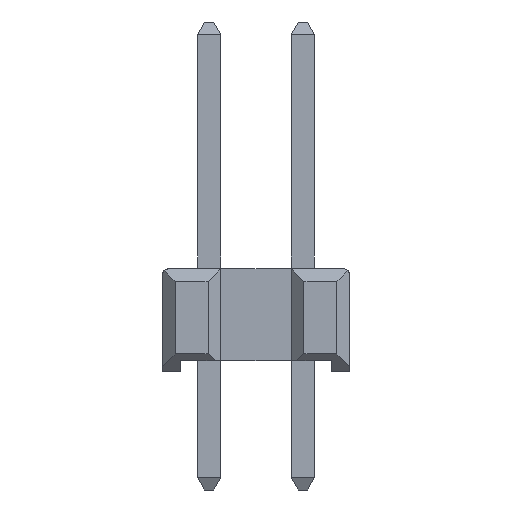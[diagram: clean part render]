
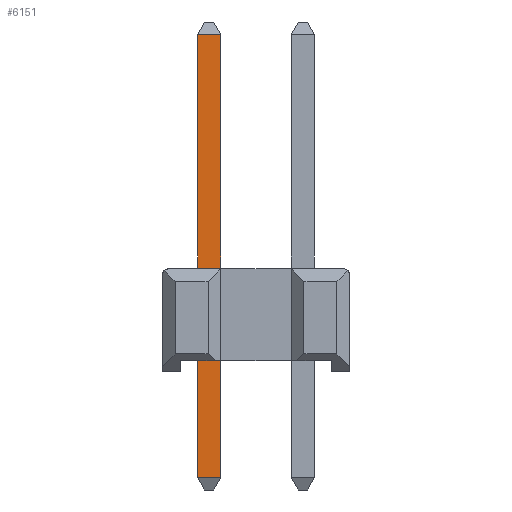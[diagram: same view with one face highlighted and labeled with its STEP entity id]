
A CAD part, front view. The second image highlights one B-rep face of the part: STEP entity #6151.
In plain terms, the highlighted planar face has unit normal (0, -1, 0).
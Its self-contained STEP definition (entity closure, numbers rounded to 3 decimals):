
#6055 = B_SPLINE_SURFACE_WITH_KNOTS('',1,1,(
    (#6056,#6057)
    ,(#6058,#6059
    )),.UNSPECIFIED.,.F.,.F.,.F.,(2,2),(2,2),(-9.358,
    0.093),(-0.64,0.01),
  .PIECEWISE_BEZIER_KNOTS.);
#6056 = CARTESIAN_POINT('',(-0.315,-19.995,9.326));
#6057 = CARTESIAN_POINT('',(-0.315,-20.645,9.326));
#6058 = CARTESIAN_POINT('',(-0.315,-19.995,-2.981));
#6059 = CARTESIAN_POINT('',(-0.315,-20.645,-2.981));
#6078 = VERTEX_POINT('',#6079);
#6079 = CARTESIAN_POINT('',(-0.315,-20.635,-2.86));
#6102 = EDGE_CURVE('',#6078,#6103,#6105,.T.);
#6103 = VERTEX_POINT('',#6104);
#6104 = CARTESIAN_POINT('',(-0.315,-20.635,9.156));
#6105 = SURFACE_CURVE('',#6106,(#6109,#6115),.PCURVE_S1.);
#6106 = B_SPLINE_CURVE_WITH_KNOTS('',1,(#6107,#6108),.UNSPECIFIED.,.F.,
  .F.,(2,2),(-9.266,-0.038),
  .PIECEWISE_BEZIER_KNOTS.);
#6107 = CARTESIAN_POINT('',(-0.315,-20.635,-2.86));
#6108 = CARTESIAN_POINT('',(-0.315,-20.635,9.156));
#6109 = PCURVE('',#6055,#6110);
#6110 = DEFINITIONAL_REPRESENTATION('',(#6111),#6114);
#6111 = B_SPLINE_CURVE_WITH_KNOTS('',1,(#6112,#6113),.UNSPECIFIED.,.F.,
  .F.,(2,2),(-9.266,-0.038),
  .PIECEWISE_BEZIER_KNOTS.);
#6112 = CARTESIAN_POINT('',(0.,0.));
#6113 = CARTESIAN_POINT('',(-9.227,0.));
#6114 = ( GEOMETRIC_REPRESENTATION_CONTEXT(2) 
PARAMETRIC_REPRESENTATION_CONTEXT() REPRESENTATION_CONTEXT('2D SPACE',''
  ) );
#6115 = PCURVE('',#6116,#6121);
#6116 = PLANE('',#6117);
#6117 = AXIS2_PLACEMENT_3D('',#6118,#6119,#6120);
#6118 = CARTESIAN_POINT('',(-0.325,-20.635,-2.981));
#6119 = DIRECTION('',(0.,-1.,
    0.));
#6120 = DIRECTION('',(0.,0.,
    1.));
#6121 = DEFINITIONAL_REPRESENTATION('',(#6122),#6125);
#6122 = B_SPLINE_CURVE_WITH_KNOTS('',1,(#6123,#6124),.UNSPECIFIED.,.F.,
  .F.,(2,2),(-9.266,-0.038),
  .PIECEWISE_BEZIER_KNOTS.);
#6123 = CARTESIAN_POINT('',(0.121,-0.01));
#6124 = CARTESIAN_POINT('',(12.136,-0.01));
#6125 = ( GEOMETRIC_REPRESENTATION_CONTEXT(2) 
PARAMETRIC_REPRESENTATION_CONTEXT() REPRESENTATION_CONTEXT('2D SPACE',''
  ) );
#6151 = ADVANCED_FACE('',(#6152),#6116,.T.);
#6152 = FACE_BOUND('',#6153,.T.);
#6153 = EDGE_LOOP('',(#6154,#6155,#6180,#6205));
#6154 = ORIENTED_EDGE('',*,*,#6102,.F.);
#6155 = ORIENTED_EDGE('',*,*,#6156,.T.);
#6156 = EDGE_CURVE('',#6078,#6157,#6159,.T.);
#6157 = VERTEX_POINT('',#6158);
#6158 = CARTESIAN_POINT('',(0.315,-20.635,-2.86));
#6159 = SURFACE_CURVE('',#6160,(#6163,#6169),.PCURVE_S1.);
#6160 = B_SPLINE_CURVE_WITH_KNOTS('',1,(#6161,#6162),.UNSPECIFIED.,.F.,
  .F.,(2,2),(9.266,9.896),.PIECEWISE_BEZIER_KNOTS.);
#6161 = CARTESIAN_POINT('',(-0.315,-20.635,-2.86));
#6162 = CARTESIAN_POINT('',(0.315,-20.635,-2.86));
#6163 = PCURVE('',#6116,#6164);
#6164 = DEFINITIONAL_REPRESENTATION('',(#6165),#6168);
#6165 = B_SPLINE_CURVE_WITH_KNOTS('',1,(#6166,#6167),.UNSPECIFIED.,.F.,
  .F.,(2,2),(9.266,9.896),.PIECEWISE_BEZIER_KNOTS.);
#6166 = CARTESIAN_POINT('',(0.121,-0.01));
#6167 = CARTESIAN_POINT('',(0.121,-0.64));
#6168 = ( GEOMETRIC_REPRESENTATION_CONTEXT(2) 
PARAMETRIC_REPRESENTATION_CONTEXT() REPRESENTATION_CONTEXT('2D SPACE',''
  ) );
#6169 = PCURVE('',#6170,#6175);
#6170 = PLANE('',#6171);
#6171 = AXIS2_PLACEMENT_3D('',#6172,#6173,#6174);
#6172 = CARTESIAN_POINT('',(-0.325,-20.44,-3.209));
#6173 = DIRECTION('',(0.,-0.873,-0.488
    ));
#6174 = DIRECTION('',(0.,-0.488,0.873
    ));
#6175 = DEFINITIONAL_REPRESENTATION('',(#6176),#6179);
#6176 = B_SPLINE_CURVE_WITH_KNOTS('',1,(#6177,#6178),.UNSPECIFIED.,.F.,
  .F.,(2,2),(9.266,9.896),.PIECEWISE_BEZIER_KNOTS.);
#6177 = CARTESIAN_POINT('',(0.4,-0.01));
#6178 = CARTESIAN_POINT('',(0.4,-0.64));
#6179 = ( GEOMETRIC_REPRESENTATION_CONTEXT(2) 
PARAMETRIC_REPRESENTATION_CONTEXT() REPRESENTATION_CONTEXT('2D SPACE',''
  ) );
#6180 = ORIENTED_EDGE('',*,*,#6181,.T.);
#6181 = EDGE_CURVE('',#6157,#6182,#6184,.T.);
#6182 = VERTEX_POINT('',#6183);
#6183 = CARTESIAN_POINT('',(0.315,-20.635,9.156));
#6184 = SURFACE_CURVE('',#6185,(#6188,#6194),.PCURVE_S1.);
#6185 = B_SPLINE_CURVE_WITH_KNOTS('',1,(#6186,#6187),.UNSPECIFIED.,.F.,
  .F.,(2,2),(9.896,19.123),.PIECEWISE_BEZIER_KNOTS.);
#6186 = CARTESIAN_POINT('',(0.315,-20.635,-2.86));
#6187 = CARTESIAN_POINT('',(0.315,-20.635,9.156));
#6188 = PCURVE('',#6116,#6189);
#6189 = DEFINITIONAL_REPRESENTATION('',(#6190),#6193);
#6190 = B_SPLINE_CURVE_WITH_KNOTS('',1,(#6191,#6192),.UNSPECIFIED.,.F.,
  .F.,(2,2),(9.896,19.123),.PIECEWISE_BEZIER_KNOTS.);
#6191 = CARTESIAN_POINT('',(0.121,-0.64));
#6192 = CARTESIAN_POINT('',(12.136,-0.64));
#6193 = ( GEOMETRIC_REPRESENTATION_CONTEXT(2) 
PARAMETRIC_REPRESENTATION_CONTEXT() REPRESENTATION_CONTEXT('2D SPACE',''
  ) );
#6194 = PCURVE('',#6195,#6200);
#6195 = B_SPLINE_SURFACE_WITH_KNOTS('',1,1,(
    (#6196,#6197)
    ,(#6198,#6199
    )),.UNSPECIFIED.,.F.,.F.,.F.,(2,2),(2,2),(-0.64,0.01),(
    -9.358,0.093),.PIECEWISE_BEZIER_KNOTS.);
#6196 = CARTESIAN_POINT('',(0.315,-19.995,9.326));
#6197 = CARTESIAN_POINT('',(0.315,-19.995,-2.981));
#6198 = CARTESIAN_POINT('',(0.315,-20.645,9.326));
#6199 = CARTESIAN_POINT('',(0.315,-20.645,-2.981));
#6200 = DEFINITIONAL_REPRESENTATION('',(#6201),#6204);
#6201 = B_SPLINE_CURVE_WITH_KNOTS('',1,(#6202,#6203),.UNSPECIFIED.,.F.,
  .F.,(2,2),(9.896,19.123),.PIECEWISE_BEZIER_KNOTS.);
#6202 = CARTESIAN_POINT('',(0.,0.));
#6203 = CARTESIAN_POINT('',(0.,-9.227));
#6204 = ( GEOMETRIC_REPRESENTATION_CONTEXT(2) 
PARAMETRIC_REPRESENTATION_CONTEXT() REPRESENTATION_CONTEXT('2D SPACE',''
  ) );
#6205 = ORIENTED_EDGE('',*,*,#6206,.T.);
#6206 = EDGE_CURVE('',#6182,#6103,#6207,.T.);
#6207 = SURFACE_CURVE('',#6208,(#6211,#6217),.PCURVE_S1.);
#6208 = B_SPLINE_CURVE_WITH_KNOTS('',1,(#6209,#6210),.UNSPECIFIED.,.F.,
  .F.,(2,2),(19.161,19.791),.PIECEWISE_BEZIER_KNOTS.);
#6209 = CARTESIAN_POINT('',(0.315,-20.635,9.156));
#6210 = CARTESIAN_POINT('',(-0.315,-20.635,9.156));
#6211 = PCURVE('',#6116,#6212);
#6212 = DEFINITIONAL_REPRESENTATION('',(#6213),#6216);
#6213 = B_SPLINE_CURVE_WITH_KNOTS('',1,(#6214,#6215),.UNSPECIFIED.,.F.,
  .F.,(2,2),(19.161,19.791),.PIECEWISE_BEZIER_KNOTS.);
#6214 = CARTESIAN_POINT('',(12.136,-0.64));
#6215 = CARTESIAN_POINT('',(12.136,-0.01));
#6216 = ( GEOMETRIC_REPRESENTATION_CONTEXT(2) 
PARAMETRIC_REPRESENTATION_CONTEXT() REPRESENTATION_CONTEXT('2D SPACE',''
  ) );
#6217 = PCURVE('',#6218,#6223);
#6218 = PLANE('',#6219);
#6219 = AXIS2_PLACEMENT_3D('',#6220,#6221,#6222);
#6220 = CARTESIAN_POINT('',(-0.325,-20.44,9.504));
#6221 = DIRECTION('',(0.,-0.873,0.487
    ));
#6222 = DIRECTION('',(0.,0.487,0.873
    ));
#6223 = DEFINITIONAL_REPRESENTATION('',(#6224),#6227);
#6224 = B_SPLINE_CURVE_WITH_KNOTS('',1,(#6225,#6226),.UNSPECIFIED.,.F.,
  .F.,(2,2),(19.161,19.791),.PIECEWISE_BEZIER_KNOTS.);
#6225 = CARTESIAN_POINT('',(-0.399,-0.64));
#6226 = CARTESIAN_POINT('',(-0.399,-0.01));
#6227 = ( GEOMETRIC_REPRESENTATION_CONTEXT(2) 
PARAMETRIC_REPRESENTATION_CONTEXT() REPRESENTATION_CONTEXT('2D SPACE',''
  ) );
